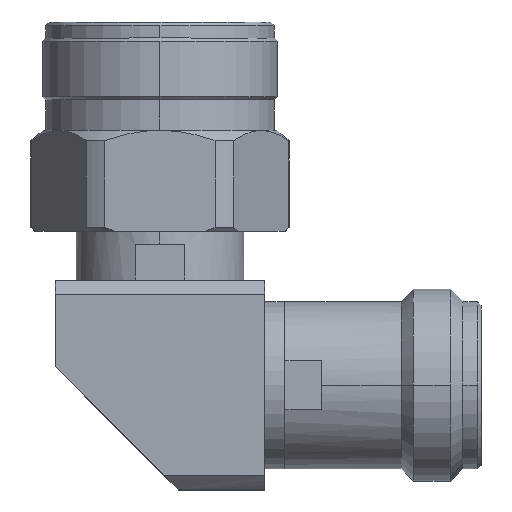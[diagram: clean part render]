
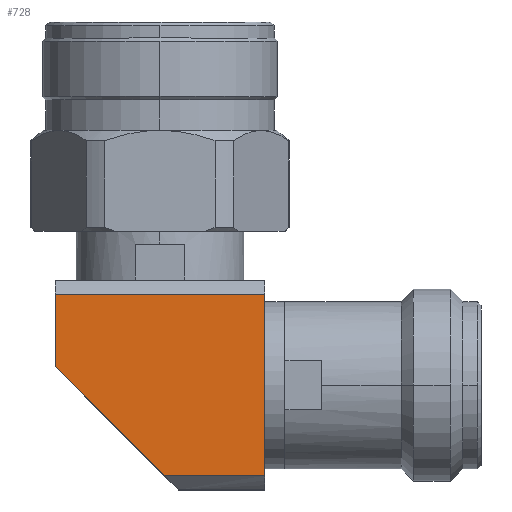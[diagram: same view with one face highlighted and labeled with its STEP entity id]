
A CAD part, top view. The second image highlights one B-rep face of the part: STEP entity #728.
In plain terms, the highlighted planar face has unit normal (0, 0, 1).
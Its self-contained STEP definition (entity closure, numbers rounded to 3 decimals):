
#125 = CARTESIAN_POINT ( 'NONE',  ( 8.5, 7.37, 8.5 ) ) ;
#400 = ORIENTED_EDGE ( 'NONE', *, *, #3411, .F. ) ;
#420 = CARTESIAN_POINT ( 'NONE',  ( 0.37, -7.37, 8.5 ) ) ;
#448 = VECTOR ( 'NONE', #3472, 1000. ) ;
#494 = EDGE_LOOP ( 'NONE', ( #1037, #2153, #1664, #400, #1559 ) ) ;
#551 = VECTOR ( 'NONE', #2857, 1000. ) ;
#566 = DIRECTION ( 'NONE',  ( 1., 0., 0. ) ) ;
#728 = ADVANCED_FACE ( 'NONE', ( #3278 ), #3537, .T. ) ;
#833 = CARTESIAN_POINT ( 'NONE',  ( -8.5, 7.37, 8.5 ) ) ;
#849 = LINE ( 'NONE', #3955, #3906 ) ;
#1027 = CARTESIAN_POINT ( 'NONE',  ( 0., -7.37, 8.5 ) ) ;
#1037 = ORIENTED_EDGE ( 'NONE', *, *, #4376, .T. ) ;
#1255 = DIRECTION ( 'NONE',  ( 1., 0., 0. ) ) ;
#1285 = EDGE_CURVE ( 'NONE', #3335, #4455, #2732, .T. ) ;
#1433 = AXIS2_PLACEMENT_3D ( 'NONE', #4023, #3560, #566 ) ;
#1436 = VECTOR ( 'NONE', #3920, 1000. ) ;
#1519 = VECTOR ( 'NONE', #3508, 1000. ) ;
#1559 = ORIENTED_EDGE ( 'NONE', *, *, #4873, .F. ) ;
#1664 = ORIENTED_EDGE ( 'NONE', *, *, #1285, .F. ) ;
#2113 = LINE ( 'NONE', #3244, #551 ) ;
#2153 = ORIENTED_EDGE ( 'NONE', *, *, #4843, .T. ) ;
#2732 = LINE ( 'NONE', #3091, #448 ) ;
#2857 = DIRECTION ( 'NONE',  ( 0., 1., 0. ) ) ;
#3003 = VERTEX_POINT ( 'NONE', #833 ) ;
#3091 = CARTESIAN_POINT ( 'NONE',  ( 8.5, -8.5, 8.5 ) ) ;
#3103 = CARTESIAN_POINT ( 'NONE',  ( -8.5, 1.5, 8.5 ) ) ;
#3127 = LINE ( 'NONE', #3103, #1519 ) ;
#3160 = CARTESIAN_POINT ( 'NONE',  ( -8.5, 1.5, 8.5 ) ) ;
#3244 = CARTESIAN_POINT ( 'NONE',  ( -8.5, 8.5, 8.5 ) ) ;
#3278 = FACE_OUTER_BOUND ( 'NONE', #494, .T. ) ;
#3335 = VERTEX_POINT ( 'NONE', #125 ) ;
#3377 = VERTEX_POINT ( 'NONE', #3160 ) ;
#3411 = EDGE_CURVE ( 'NONE', #3003, #3335, #849, .T. ) ;
#3472 = DIRECTION ( 'NONE',  ( 0., -1., 0. ) ) ;
#3479 = LINE ( 'NONE', #1027, #1436 ) ;
#3508 = DIRECTION ( 'NONE',  ( 0.707, -0.707, 0. ) ) ;
#3537 = PLANE ( 'NONE',  #1433 ) ;
#3560 = DIRECTION ( 'NONE',  ( 0., 0., 1. ) ) ;
#3906 = VECTOR ( 'NONE', #1255, 1000. ) ;
#3920 = DIRECTION ( 'NONE',  ( 1., 0., 0. ) ) ;
#3955 = CARTESIAN_POINT ( 'NONE',  ( -8.5, 7.37, 8.5 ) ) ;
#4023 = CARTESIAN_POINT ( 'NONE',  ( 0., 0., 8.5 ) ) ;
#4304 = CARTESIAN_POINT ( 'NONE',  ( 8.5, -7.37, 8.5 ) ) ;
#4376 = EDGE_CURVE ( 'NONE', #3377, #4776, #3127, .T. ) ;
#4455 = VERTEX_POINT ( 'NONE', #4304 ) ;
#4776 = VERTEX_POINT ( 'NONE', #420 ) ;
#4843 = EDGE_CURVE ( 'NONE', #4776, #4455, #3479, .T. ) ;
#4873 = EDGE_CURVE ( 'NONE', #3377, #3003, #2113, .T. ) ;
